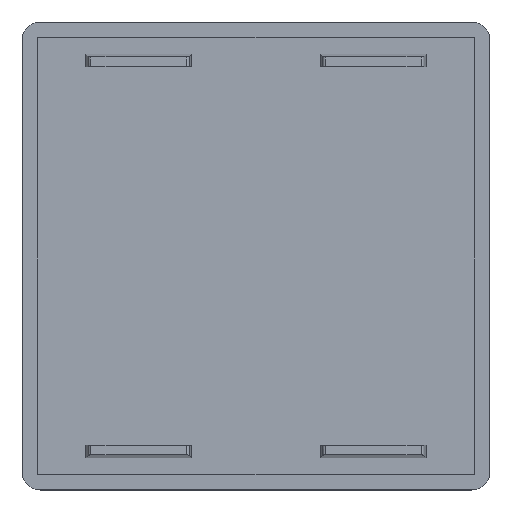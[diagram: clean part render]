
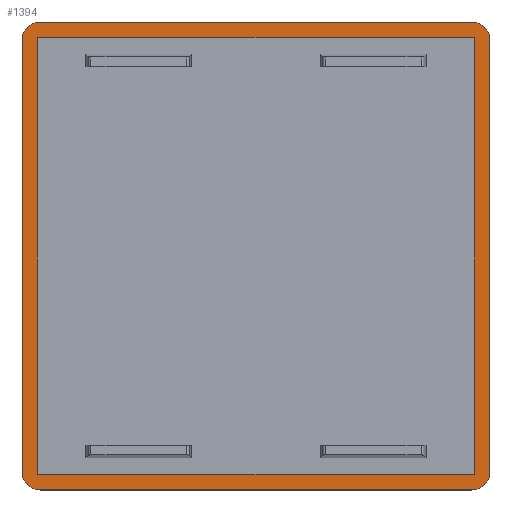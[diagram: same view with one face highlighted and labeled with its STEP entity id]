
A CAD part, top view. The second image highlights one B-rep face of the part: STEP entity #1394.
In plain terms, the highlighted planar face has unit normal (0, 0, 1).
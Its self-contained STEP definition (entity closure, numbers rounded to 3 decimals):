
#65 = CARTESIAN_POINT ( 'NONE',  ( -45., -45., 4. ) ) ;
#80 = CARTESIAN_POINT ( 'NONE',  ( 42., 42., 4. ) ) ;
#82 = CARTESIAN_POINT ( 'NONE',  ( -42., 42., 4. ) ) ;
#153 = CARTESIAN_POINT ( 'NONE',  ( -45., -45., 4. ) ) ;
#159 = CARTESIAN_POINT ( 'NONE',  ( 42., 42., 4. ) ) ;
#167 = DIRECTION ( 'NONE',  ( -1., 0., 0. ) ) ;
#205 = CARTESIAN_POINT ( 'NONE',  ( -45., -41.5, 4. ) ) ;
#218 = VECTOR ( 'NONE', #1540, 1000. ) ;
#219 = LINE ( 'NONE', #153, #218 ) ;
#232 = VECTOR ( 'NONE', #476, 1000. ) ;
#241 = LINE ( 'NONE', #1302, #232 ) ;
#252 = DIRECTION ( 'NONE',  ( 1., 0., 0. ) ) ;
#300 = DIRECTION ( 'NONE',  ( 0., -1., 0. ) ) ;
#305 = CARTESIAN_POINT ( 'NONE',  ( 41.5, -45., 4. ) ) ;
#398 = CIRCLE ( 'NONE', #694, 3.5 ) ;
#416 = CARTESIAN_POINT ( 'NONE',  ( 45., 45., 4. ) ) ;
#428 = CIRCLE ( 'NONE', #1262, 3.5 ) ;
#459 = CIRCLE ( 'NONE', #1607, 3.5 ) ;
#476 = DIRECTION ( 'NONE',  ( -1., 0., 0. ) ) ;
#480 = VECTOR ( 'NONE', #882, 1000. ) ;
#485 = VECTOR ( 'NONE', #167, 1000. ) ;
#493 = LINE ( 'NONE', #82, #485 ) ;
#502 = LINE ( 'NONE', #80, #480 ) ;
#504 = FACE_BOUND ( 'NONE', #1412, .T. ) ;
#507 = EDGE_CURVE ( 'NONE', #1631, #921, #780, .T. ) ;
#510 = FACE_OUTER_BOUND ( 'NONE', #1633, .T. ) ;
#549 = EDGE_CURVE ( 'NONE', #1305, #1848, #734, .T. ) ;
#566 = CARTESIAN_POINT ( 'NONE',  ( -45., 45., 4. ) ) ;
#580 = CARTESIAN_POINT ( 'NONE',  ( -45., 41.5, 4. ) ) ;
#609 = CARTESIAN_POINT ( 'NONE',  ( -41.5, -45., 4. ) ) ;
#612 = DIRECTION ( 'NONE',  ( 1., 0., 0. ) ) ;
#621 = CARTESIAN_POINT ( 'NONE',  ( -41.5, -41.5, 4. ) ) ;
#628 = DIRECTION ( 'NONE',  ( 1., 0., 0. ) ) ;
#632 = VECTOR ( 'NONE', #1820, 1000. ) ;
#638 = LINE ( 'NONE', #1841, #632 ) ;
#640 = VECTOR ( 'NONE', #252, 1000. ) ;
#653 = LINE ( 'NONE', #1593, #640 ) ;
#684 = VECTOR ( 'NONE', #300, 1000. ) ;
#685 = LINE ( 'NONE', #566, #684 ) ;
#694 = AXIS2_PLACEMENT_3D ( 'NONE', #1329, #1321, #1315 ) ;
#726 = DIRECTION ( 'NONE',  ( 0., 0., 1. ) ) ;
#734 = CIRCLE ( 'NONE', #1300, 3.5 ) ;
#765 = VECTOR ( 'NONE', #1787, 1000. ) ;
#780 = LINE ( 'NONE', #416, #765 ) ;
#804 = VERTEX_POINT ( 'NONE', #580 ) ;
#867 = PLANE ( 'NONE',  #1819 ) ;
#882 = DIRECTION ( 'NONE',  ( 0., 1., 0. ) ) ;
#915 = VERTEX_POINT ( 'NONE', #1297 ) ;
#921 = VERTEX_POINT ( 'NONE', #1468 ) ;
#936 = VERTEX_POINT ( 'NONE', #1308 ) ;
#937 = EDGE_CURVE ( 'NONE', #804, #1305, #685, .T. ) ;
#997 = ORIENTED_EDGE ( 'NONE', *, *, #1080, .F. ) ;
#1009 = ORIENTED_EDGE ( 'NONE', *, *, #1427, .F. ) ;
#1013 = ORIENTED_EDGE ( 'NONE', *, *, #1419, .F. ) ;
#1014 = ORIENTED_EDGE ( 'NONE', *, *, #1074, .F. ) ;
#1017 = ORIENTED_EDGE ( 'NONE', *, *, #1498, .T. ) ;
#1027 = ORIENTED_EDGE ( 'NONE', *, *, #1680, .T. ) ;
#1028 = ORIENTED_EDGE ( 'NONE', *, *, #937, .T. ) ;
#1035 = ORIENTED_EDGE ( 'NONE', *, *, #1465, .T. ) ;
#1036 = ORIENTED_EDGE ( 'NONE', *, *, #507, .T. ) ;
#1042 = ORIENTED_EDGE ( 'NONE', *, *, #1700, .T. ) ;
#1044 = ORIENTED_EDGE ( 'NONE', *, *, #1479, .T. ) ;
#1048 = DIRECTION ( 'NONE',  ( 1., 0., 0. ) ) ;
#1057 = CARTESIAN_POINT ( 'NONE',  ( 42., -42., 4. ) ) ;
#1067 = ORIENTED_EDGE ( 'NONE', *, *, #549, .T. ) ;
#1074 = EDGE_CURVE ( 'NONE', #915, #1075, #653, .T. ) ;
#1075 = VERTEX_POINT ( 'NONE', #1057 ) ;
#1080 = EDGE_CURVE ( 'NONE', #1805, #915, #638, .T. ) ;
#1254 = CARTESIAN_POINT ( 'NONE',  ( 45., -41.5, 4. ) ) ;
#1255 = CARTESIAN_POINT ( 'NONE',  ( -41.5, 45., 4. ) ) ;
#1262 = AXIS2_PLACEMENT_3D ( 'NONE', #1591, #1765, #1565 ) ;
#1297 = CARTESIAN_POINT ( 'NONE',  ( -42., -42., 4. ) ) ;
#1300 = AXIS2_PLACEMENT_3D ( 'NONE', #621, #1318, #628 ) ;
#1302 = CARTESIAN_POINT ( 'NONE',  ( -45., 45., 4. ) ) ;
#1305 = VERTEX_POINT ( 'NONE', #205 ) ;
#1308 = CARTESIAN_POINT ( 'NONE',  ( 41.5, 45., 4. ) ) ;
#1315 = DIRECTION ( 'NONE',  ( 1., 0., 0. ) ) ;
#1318 = DIRECTION ( 'NONE',  ( 0., 0., 1. ) ) ;
#1321 = DIRECTION ( 'NONE',  ( 0., 0., 1. ) ) ;
#1329 = CARTESIAN_POINT ( 'NONE',  ( -41.5, 41.5, 4. ) ) ;
#1394 = ADVANCED_FACE ( 'NONE', ( #504, #510 ), #867, .T. ) ;
#1412 = EDGE_LOOP ( 'NONE', ( #997, #1013, #1009, #1014 ) ) ;
#1419 = EDGE_CURVE ( 'NONE', #1825, #1805, #493, .T. ) ;
#1427 = EDGE_CURVE ( 'NONE', #1075, #1825, #502, .T. ) ;
#1431 = CARTESIAN_POINT ( 'NONE',  ( -42., 42., 4. ) ) ;
#1465 = EDGE_CURVE ( 'NONE', #921, #936, #459, .T. ) ;
#1468 = CARTESIAN_POINT ( 'NONE',  ( 45., 41.5, 4. ) ) ;
#1479 = EDGE_CURVE ( 'NONE', #1807, #1631, #428, .T. ) ;
#1498 = EDGE_CURVE ( 'NONE', #1793, #804, #398, .T. ) ;
#1540 = DIRECTION ( 'NONE',  ( 1., 0., 0. ) ) ;
#1546 = DIRECTION ( 'NONE',  ( 0., 0., 1. ) ) ;
#1565 = DIRECTION ( 'NONE',  ( 1., 0., 0. ) ) ;
#1591 = CARTESIAN_POINT ( 'NONE',  ( 41.5, -41.5, 4. ) ) ;
#1593 = CARTESIAN_POINT ( 'NONE',  ( -42., -42., 4. ) ) ;
#1607 = AXIS2_PLACEMENT_3D ( 'NONE', #1727, #1546, #1048 ) ;
#1631 = VERTEX_POINT ( 'NONE', #1254 ) ;
#1633 = EDGE_LOOP ( 'NONE', ( #1036, #1035, #1027, #1017, #1028, #1067, #1042, #1044 ) ) ;
#1680 = EDGE_CURVE ( 'NONE', #936, #1793, #241, .T. ) ;
#1700 = EDGE_CURVE ( 'NONE', #1848, #1807, #219, .T. ) ;
#1727 = CARTESIAN_POINT ( 'NONE',  ( 41.5, 41.5, 4. ) ) ;
#1765 = DIRECTION ( 'NONE',  ( 0., 0., 1. ) ) ;
#1787 = DIRECTION ( 'NONE',  ( 0., 1., 0. ) ) ;
#1793 = VERTEX_POINT ( 'NONE', #1255 ) ;
#1805 = VERTEX_POINT ( 'NONE', #1431 ) ;
#1807 = VERTEX_POINT ( 'NONE', #305 ) ;
#1819 = AXIS2_PLACEMENT_3D ( 'NONE', #65, #726, #612 ) ;
#1820 = DIRECTION ( 'NONE',  ( 0., -1., 0. ) ) ;
#1825 = VERTEX_POINT ( 'NONE', #159 ) ;
#1841 = CARTESIAN_POINT ( 'NONE',  ( -42., 42., 4. ) ) ;
#1848 = VERTEX_POINT ( 'NONE', #609 ) ;
